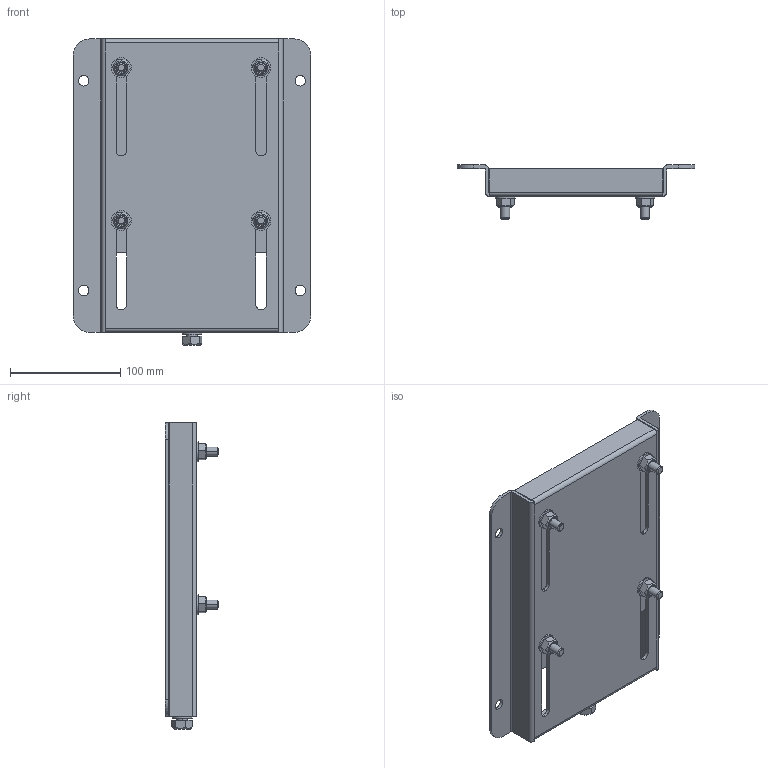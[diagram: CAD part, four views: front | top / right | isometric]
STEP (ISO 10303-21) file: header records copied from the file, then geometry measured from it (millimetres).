
FILE_DESCRIPTION (( 'STEP AP214' ), '1' );
FILE_NAME ('W145T.STEP', '2021-05-04T20:07:38', ( '' ), ( '' ), 'SwSTEP 2.0', 'SolidWorks 2017', '' );
FILE_SCHEMA (( 'AUTOMOTIVE_DESIGN' ));
Length unit declared in the file: inch
Products named in the file (1): W145T
Bounding box: 215.9 x 49 x 278.2 mm (x, y, z)
Volume: 310807.3 mm3; surface area: 238313.5 mm2
Topology: 18 solids, 18 shells, 306 faces, 761 edges, 496 vertices
Faces by surface type: plane 157, cylinder 101, cone 48
Entity records: 13940 total; most frequent: CARTESIAN_POINT 2236, DIRECTION 1565, ORIENTED_EDGE 1522, EDGE_CURVE 761, AXIS2_PLACEMENT_3D 569, VERTEX_POINT 496, LINE 427, VECTOR 427
